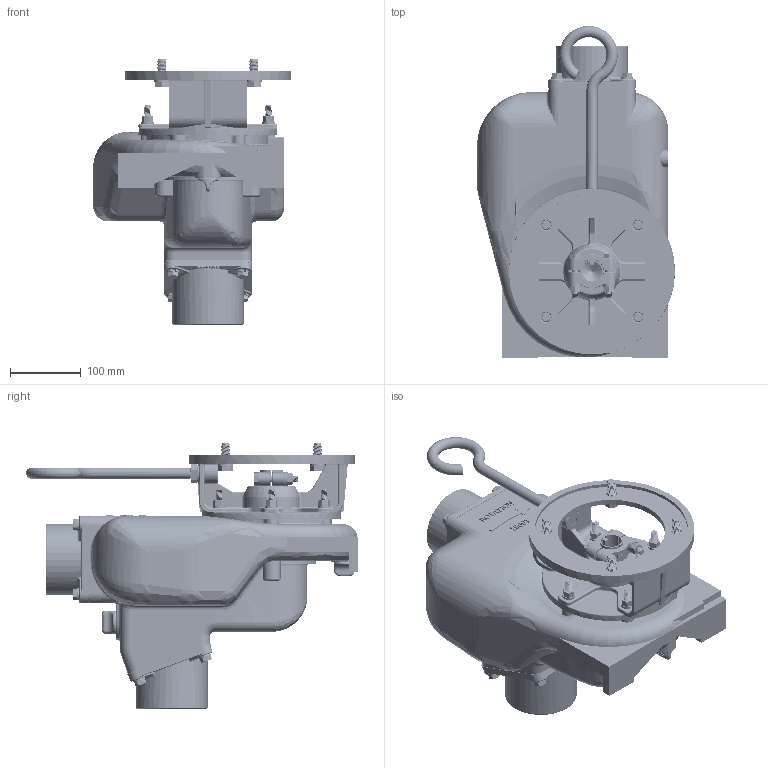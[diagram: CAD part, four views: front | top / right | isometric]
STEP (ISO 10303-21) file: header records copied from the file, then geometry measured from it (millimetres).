
FILE_DESCRIPTION(/* description */ ('3" PUMP HOUSING'),/* implementation_level */ '2;1');
FILE_NAME(/* name */ '300POSSCF55.stp',/* time_stamp */ '2014-09-26T10:56:07-04:00',/* author */ ('mclevenger'),/* organization */ (''),/* preprocessor_version */ 'ST-DEVELOPER v15.2',/* originating_system */ 'Autodesk Inventor 2014',/* authorisation */ '');
FILE_SCHEMA (('AUTOMOTIVE_DESIGN { 1 0 10303 214 3 1 1 }'));
Products named in the file (36): 18001SS; 18004SS; 18106SS; V20018; 18044; 18042X; 18014; 18015; 18016; V07019; V07018; 18042; 18010SS; 18008SS; 18012SS; 18218; 18126SS; 18048SS; 18021; 18034; 18033; 18058; V20019; 12777SS; 13777SS; 13778V; UV15163V; 18023-1.125SSX; 18060SS; 18125SS; 18029A; 18029B; BF207; 18129; 17449; 300POSSCF55
Bounding box: 280.04 x 469.79 x 375.46 mm (x, y, z)
Volume: 5021462.1 mm3; surface area: 1361065.4 mm2
Topology: 73 solids, 74 shells, 6779 faces, 16220 edges, 9605 vertices
Faces by surface type: cylinder 2286, cone 1674, plane 1336, bspline 1134, torus 302, sphere 47
Full cylindrical faces by diameter (mm): 7.144 x3, 7.633 x204, 7.798 x16, 8.236 x30, 9.525 x28, 10.319 x28, 11.112 x6, 12.7 x2, 13.386 x1, 14.287 x4, 15.875 x1, 17.78 x1, 22.631 x1, 25.527 x1, 28.6 x1, 28.702 x1, 29.718 x1, 33.274 x1, 38.1 x2, 38.862 x2, 40.45 x1, 41.148 x1, 41.275 x1, 44.45 x1, 46.025 x1, 46.037 x1, 46.799 x1, 50.8 x1, 52.387 x1, 53.975 x2
Entity records: 184615 total; most frequent: CARTESIAN_POINT 96062, ORIENTED_EDGE 19702, DIRECTION 15279, EDGE_CURVE 9847, VERTEX_POINT 6214, AXIS2_PLACEMENT_3D 5724, EDGE_LOOP 4632, ADVANCED_FACE 4085
